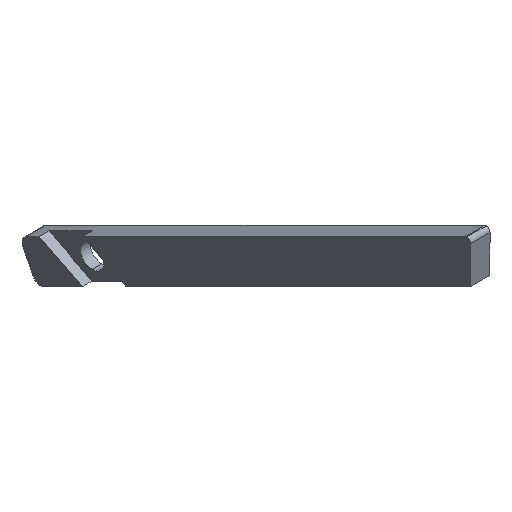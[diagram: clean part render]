
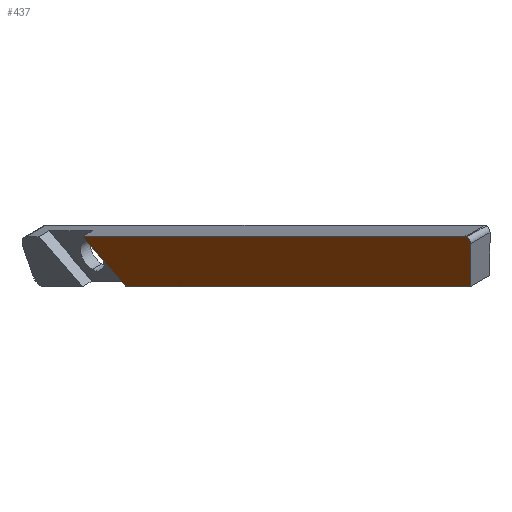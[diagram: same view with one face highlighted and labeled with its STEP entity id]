
A CAD part, isometric view. The second image highlights one B-rep face of the part: STEP entity #437.
In plain terms, the highlighted planar face has unit normal (-1, 0, 0).
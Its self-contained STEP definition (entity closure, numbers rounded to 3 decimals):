
#8 = VECTOR ( 'NONE', #86, 1000. ) ;
#21 = DIRECTION ( 'NONE',  ( 0., 0., -1. ) ) ;
#23 = ORIENTED_EDGE ( 'NONE', *, *, #318, .T. ) ;
#26 = EDGE_CURVE ( 'NONE', #137, #475, #290, .T. ) ;
#28 = EDGE_CURVE ( 'NONE', #368, #475, #172, .T. ) ;
#35 = VECTOR ( 'NONE', #316, 1000. ) ;
#47 = EDGE_CURVE ( 'NONE', #103, #231, #397, .T. ) ;
#69 = CARTESIAN_POINT ( 'NONE',  ( 0., 581.378, -12.738 ) ) ;
#78 = ORIENTED_EDGE ( 'NONE', *, *, #47, .T. ) ;
#86 = DIRECTION ( 'NONE',  ( 0., -0.894, -0.447 ) ) ;
#103 = VERTEX_POINT ( 'NONE', #512 ) ;
#127 = CARTESIAN_POINT ( 'NONE',  ( 0., 559.017, -57.459 ) ) ;
#137 = VERTEX_POINT ( 'NONE', #338 ) ;
#140 = CARTESIAN_POINT ( 'NONE',  ( 0., 5., 274.861 ) ) ;
#161 = LINE ( 'NONE', #323, #166 ) ;
#162 = ORIENTED_EDGE ( 'NONE', *, *, #26, .T. ) ;
#166 = VECTOR ( 'NONE', #359, 1000. ) ;
#169 = DIRECTION ( 'NONE',  ( 0., 0., -1. ) ) ;
#172 = LINE ( 'NONE', #127, #321 ) ;
#184 = CARTESIAN_POINT ( 'NONE',  ( 0., 5., 269.861 ) ) ;
#189 = ORIENTED_EDGE ( 'NONE', *, *, #503, .F. ) ;
#193 = FACE_OUTER_BOUND ( 'NONE', #453, .T. ) ;
#230 = CARTESIAN_POINT ( 'NONE',  ( 0., 444.098, 0. ) ) ;
#231 = VERTEX_POINT ( 'NONE', #140 ) ;
#233 = LINE ( 'NONE', #69, #35 ) ;
#247 = AXIS2_PLACEMENT_3D ( 'NONE', #540, #494, #328 ) ;
#260 = VERTEX_POINT ( 'NONE', #515 ) ;
#287 = CIRCLE ( 'NONE', #441, 5. ) ;
#290 = LINE ( 'NONE', #376, #8 ) ;
#316 = DIRECTION ( 'NONE',  ( 0., -0.894, 0.447 ) ) ;
#318 = EDGE_CURVE ( 'NONE', #231, #260, #287, .T. ) ;
#319 = PLANE ( 'NONE',  #247 ) ;
#321 = VECTOR ( 'NONE', #343, 1000. ) ;
#323 = CARTESIAN_POINT ( 'NONE',  ( 0., 0., 277.951 ) ) ;
#328 = DIRECTION ( 'NONE',  ( 0., 0., -1. ) ) ;
#338 = CARTESIAN_POINT ( 'NONE',  ( 0., 500., 27.951 ) ) ;
#343 = DIRECTION ( 'NONE',  ( 0., 0.894, -0.447 ) ) ;
#359 = DIRECTION ( 'NONE',  ( 0., 0., -1. ) ) ;
#368 = VERTEX_POINT ( 'NONE', #477 ) ;
#376 = CARTESIAN_POINT ( 'NONE',  ( 0., 88.82, -177.639 ) ) ;
#386 = CARTESIAN_POINT ( 'NONE',  ( 0., 5., 269.861 ) ) ;
#397 = CIRCLE ( 'NONE', #468, 5. ) ;
#425 = EDGE_CURVE ( 'NONE', #137, #260, #233, .T. ) ;
#436 = DIRECTION ( 'NONE',  ( -1., 0., 0. ) ) ;
#437 = ADVANCED_FACE ( 'NONE', ( #193 ), #319, .F. ) ;
#441 = AXIS2_PLACEMENT_3D ( 'NONE', #184, #436, #21 ) ;
#453 = EDGE_LOOP ( 'NONE', ( #189, #78, #23, #535, #162, #522 ) ) ;
#468 = AXIS2_PLACEMENT_3D ( 'NONE', #386, #548, #169 ) ;
#475 = VERTEX_POINT ( 'NONE', #230 ) ;
#477 = CARTESIAN_POINT ( 'NONE',  ( 0., 0., 222.049 ) ) ;
#494 = DIRECTION ( 'NONE',  ( 1., 0., 0. ) ) ;
#503 = EDGE_CURVE ( 'NONE', #103, #368, #161, .T. ) ;
#512 = CARTESIAN_POINT ( 'NONE',  ( 0., 0., 269.861 ) ) ;
#515 = CARTESIAN_POINT ( 'NONE',  ( 0., 7.236, 274.333 ) ) ;
#522 = ORIENTED_EDGE ( 'NONE', *, *, #28, .F. ) ;
#535 = ORIENTED_EDGE ( 'NONE', *, *, #425, .F. ) ;
#540 = CARTESIAN_POINT ( 'NONE',  ( 0., 0., 0. ) ) ;
#548 = DIRECTION ( 'NONE',  ( -1., 0., 0. ) ) ;
